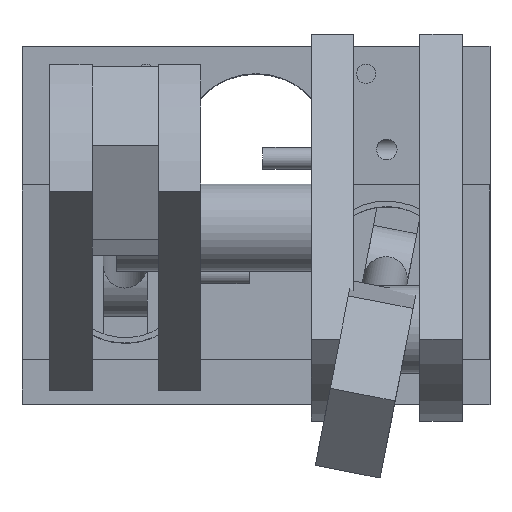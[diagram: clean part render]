
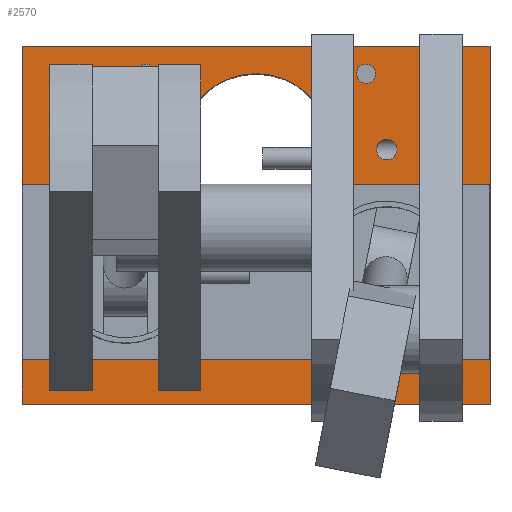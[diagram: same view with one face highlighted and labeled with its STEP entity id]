
A CAD part, top view. The second image highlights one B-rep face of the part: STEP entity #2570.
In plain terms, the highlighted planar face has unit normal (0, 0, 1).
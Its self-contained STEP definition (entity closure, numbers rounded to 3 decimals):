
#144=LINE('',#4681,#249);
#148=LINE('',#4700,#253);
#151=LINE('',#4706,#256);
#154=LINE('',#4716,#259);
#249=VECTOR('',#3722,1000.);
#253=VECTOR('',#3738,1000.);
#256=VECTOR('',#3743,1000.);
#259=VECTOR('',#3752,1000.);
#903=ORIENTED_EDGE('',*,*,#1249,.F.);
#904=ORIENTED_EDGE('',*,*,#1250,.F.);
#905=ORIENTED_EDGE('',*,*,#1251,.F.);
#906=ORIENTED_EDGE('',*,*,#1252,.F.);
#907=ORIENTED_EDGE('',*,*,#1253,.F.);
#908=ORIENTED_EDGE('',*,*,#1254,.F.);
#909=ORIENTED_EDGE('',*,*,#1255,.F.);
#910=ORIENTED_EDGE('',*,*,#1256,.F.);
#911=ORIENTED_EDGE('',*,*,#1257,.F.);
#912=ORIENTED_EDGE('',*,*,#1258,.F.);
#913=ORIENTED_EDGE('',*,*,#1259,.F.);
#914=ORIENTED_EDGE('',*,*,#1260,.F.);
#915=ORIENTED_EDGE('',*,*,#1261,.F.);
#916=ORIENTED_EDGE('',*,*,#1219,.F.);
#917=ORIENTED_EDGE('',*,*,#1236,.T.);
#918=ORIENTED_EDGE('',*,*,#1231,.T.);
#919=ORIENTED_EDGE('',*,*,#1228,.F.);
#1219=EDGE_CURVE('',#1454,#1455,#144,.T.);
#1228=EDGE_CURVE('',#1455,#1463,#148,.T.);
#1231=EDGE_CURVE('',#1465,#1463,#151,.T.);
#1236=EDGE_CURVE('',#1454,#1465,#154,.T.);
#1249=EDGE_CURVE('',#1480,#1480,#1630,.T.);
#1250=EDGE_CURVE('',#1481,#1481,#1631,.T.);
#1251=EDGE_CURVE('',#1482,#1482,#1632,.T.);
#1252=EDGE_CURVE('',#1483,#1483,#1633,.T.);
#1253=EDGE_CURVE('',#1484,#1484,#1634,.T.);
#1254=EDGE_CURVE('',#1485,#1485,#1635,.T.);
#1255=EDGE_CURVE('',#1486,#1486,#1636,.T.);
#1256=EDGE_CURVE('',#1487,#1487,#1637,.T.);
#1257=EDGE_CURVE('',#1488,#1488,#1638,.T.);
#1258=EDGE_CURVE('',#1489,#1489,#1639,.T.);
#1259=EDGE_CURVE('',#1490,#1490,#1640,.T.);
#1260=EDGE_CURVE('',#1491,#1491,#1641,.T.);
#1261=EDGE_CURVE('',#1492,#1492,#1642,.T.);
#1454=VERTEX_POINT('',#4682);
#1455=VERTEX_POINT('',#4683);
#1463=VERTEX_POINT('',#4701);
#1465=VERTEX_POINT('',#4707);
#1480=VERTEX_POINT('',#4743);
#1481=VERTEX_POINT('',#4745);
#1482=VERTEX_POINT('',#4747);
#1483=VERTEX_POINT('',#4749);
#1484=VERTEX_POINT('',#4751);
#1485=VERTEX_POINT('',#4753);
#1486=VERTEX_POINT('',#4755);
#1487=VERTEX_POINT('',#4757);
#1488=VERTEX_POINT('',#4759);
#1489=VERTEX_POINT('',#4761);
#1490=VERTEX_POINT('',#4763);
#1491=VERTEX_POINT('',#4765);
#1492=VERTEX_POINT('',#4767);
#1630=CIRCLE('',#3088,0.75);
#1631=CIRCLE('',#3089,0.75);
#1632=CIRCLE('',#3090,0.7);
#1633=CIRCLE('',#3091,0.7);
#1634=CIRCLE('',#3092,0.7);
#1635=CIRCLE('',#3093,0.7);
#1636=CIRCLE('',#3094,0.7);
#1637=CIRCLE('',#3095,0.7);
#1638=CIRCLE('',#3096,0.7);
#1639=CIRCLE('',#3097,0.7);
#1640=CIRCLE('',#3098,5.5);
#1641=CIRCLE('',#3099,5.5);
#1642=CIRCLE('',#3100,5.5);
#1896=EDGE_LOOP('',(#903));
#1897=EDGE_LOOP('',(#904));
#1898=EDGE_LOOP('',(#905));
#1899=EDGE_LOOP('',(#906));
#1900=EDGE_LOOP('',(#907));
#1901=EDGE_LOOP('',(#908));
#1902=EDGE_LOOP('',(#909));
#1903=EDGE_LOOP('',(#910));
#1904=EDGE_LOOP('',(#911));
#1905=EDGE_LOOP('',(#912));
#1906=EDGE_LOOP('',(#913));
#1907=EDGE_LOOP('',(#914));
#1908=EDGE_LOOP('',(#915));
#1909=EDGE_LOOP('',(#916,#917,#918,#919));
#2246=FACE_BOUND('',#1896,.T.);
#2247=FACE_BOUND('',#1897,.T.);
#2248=FACE_BOUND('',#1898,.T.);
#2249=FACE_BOUND('',#1899,.T.);
#2250=FACE_BOUND('',#1900,.T.);
#2251=FACE_BOUND('',#1901,.T.);
#2252=FACE_BOUND('',#1902,.T.);
#2253=FACE_BOUND('',#1903,.T.);
#2254=FACE_BOUND('',#1904,.T.);
#2255=FACE_BOUND('',#1905,.T.);
#2256=FACE_BOUND('',#1906,.T.);
#2257=FACE_BOUND('',#1907,.T.);
#2258=FACE_BOUND('',#1908,.T.);
#2259=FACE_BOUND('',#1909,.T.);
#2432=PLANE('',#3087);
#2570=ADVANCED_FACE('',(#2246,#2247,#2248,#2249,#2250,#2251,#2252,#2253,
#2254,#2255,#2256,#2257,#2258,#2259),#2432,.F.);
#3087=AXIS2_PLACEMENT_3D('',#4741,#3778,#3779);
#3088=AXIS2_PLACEMENT_3D('',#4742,#3780,#3781);
#3089=AXIS2_PLACEMENT_3D('',#4744,#3782,#3783);
#3090=AXIS2_PLACEMENT_3D('',#4746,#3784,#3785);
#3091=AXIS2_PLACEMENT_3D('',#4748,#3786,#3787);
#3092=AXIS2_PLACEMENT_3D('',#4750,#3788,#3789);
#3093=AXIS2_PLACEMENT_3D('',#4752,#3790,#3791);
#3094=AXIS2_PLACEMENT_3D('',#4754,#3792,#3793);
#3095=AXIS2_PLACEMENT_3D('',#4756,#3794,#3795);
#3096=AXIS2_PLACEMENT_3D('',#4758,#3796,#3797);
#3097=AXIS2_PLACEMENT_3D('',#4760,#3798,#3799);
#3098=AXIS2_PLACEMENT_3D('',#4762,#3800,#3801);
#3099=AXIS2_PLACEMENT_3D('',#4764,#3802,#3803);
#3100=AXIS2_PLACEMENT_3D('',#4766,#3804,#3805);
#3722=DIRECTION('',(1.,0.,0.));
#3738=DIRECTION('',(0.,-1.,0.));
#3743=DIRECTION('',(1.,0.,0.));
#3752=DIRECTION('',(0.,-1.,0.));
#3778=DIRECTION('',(0.,0.,-1.));
#3779=DIRECTION('',(-1.,0.,0.));
#3780=DIRECTION('',(0.,0.,1.));
#3781=DIRECTION('',(1.,0.,0.));
#3782=DIRECTION('',(0.,0.,1.));
#3783=DIRECTION('',(1.,0.,0.));
#3784=DIRECTION('',(0.,0.,1.));
#3785=DIRECTION('',(1.,0.,0.));
#3786=DIRECTION('',(0.,0.,1.));
#3787=DIRECTION('',(1.,0.,0.));
#3788=DIRECTION('',(0.,0.,1.));
#3789=DIRECTION('',(1.,0.,0.));
#3790=DIRECTION('',(0.,0.,1.));
#3791=DIRECTION('',(1.,0.,0.));
#3792=DIRECTION('',(0.,0.,1.));
#3793=DIRECTION('',(1.,0.,0.));
#3794=DIRECTION('',(0.,0.,1.));
#3795=DIRECTION('',(1.,0.,0.));
#3796=DIRECTION('',(0.,0.,1.));
#3797=DIRECTION('',(1.,0.,0.));
#3798=DIRECTION('',(0.,0.,1.));
#3799=DIRECTION('',(1.,0.,0.));
#3800=DIRECTION('',(0.,0.,1.));
#3801=DIRECTION('',(1.,0.,0.));
#3802=DIRECTION('',(0.,0.,1.));
#3803=DIRECTION('',(1.,0.,0.));
#3804=DIRECTION('',(0.,0.,1.));
#3805=DIRECTION('',(1.,0.,0.));
#4681=CARTESIAN_POINT('',(0.,0.,0.));
#4682=CARTESIAN_POINT('',(0.,0.,0.));
#4683=CARTESIAN_POINT('',(34.,0.,0.));
#4700=CARTESIAN_POINT('',(34.,0.,0.));
#4701=CARTESIAN_POINT('',(34.,-26.,0.));
#4706=CARTESIAN_POINT('',(0.,-26.,0.));
#4707=CARTESIAN_POINT('',(0.,-26.,0.));
#4716=CARTESIAN_POINT('',(0.,0.,0.));
#4741=CARTESIAN_POINT('',(34.,0.,0.));
#4742=CARTESIAN_POINT('',(26.5,-7.5,0.));
#4743=CARTESIAN_POINT('',(27.25,-7.5,0.));
#4744=CARTESIAN_POINT('',(7.5,-7.5,0.));
#4745=CARTESIAN_POINT('',(8.25,-7.5,0.));
#4746=CARTESIAN_POINT('',(25.,-2.,0.));
#4747=CARTESIAN_POINT('',(25.7,-2.,0.));
#4748=CARTESIAN_POINT('',(32.,-22.,0.));
#4749=CARTESIAN_POINT('',(32.7,-22.,0.));
#4750=CARTESIAN_POINT('',(32.,-11.,0.));
#4751=CARTESIAN_POINT('',(32.7,-11.,0.));
#4752=CARTESIAN_POINT('',(9.,-2.,0.));
#4753=CARTESIAN_POINT('',(9.7,-2.,0.));
#4754=CARTESIAN_POINT('',(17.,-16.5,0.));
#4755=CARTESIAN_POINT('',(17.7,-16.5,0.));
#4756=CARTESIAN_POINT('',(17.,-22.,0.));
#4757=CARTESIAN_POINT('',(17.7,-22.,0.));
#4758=CARTESIAN_POINT('',(2.,-22.,0.));
#4759=CARTESIAN_POINT('',(2.7,-22.,0.));
#4760=CARTESIAN_POINT('',(2.,-11.,0.));
#4761=CARTESIAN_POINT('',(2.7,-11.,0.));
#4762=CARTESIAN_POINT('',(26.5,-16.5,0.));
#4763=CARTESIAN_POINT('',(32.,-16.5,0.));
#4764=CARTESIAN_POINT('',(17.,-7.5,0.));
#4765=CARTESIAN_POINT('',(22.5,-7.5,0.));
#4766=CARTESIAN_POINT('',(7.5,-16.5,0.));
#4767=CARTESIAN_POINT('',(13.,-16.5,0.));
